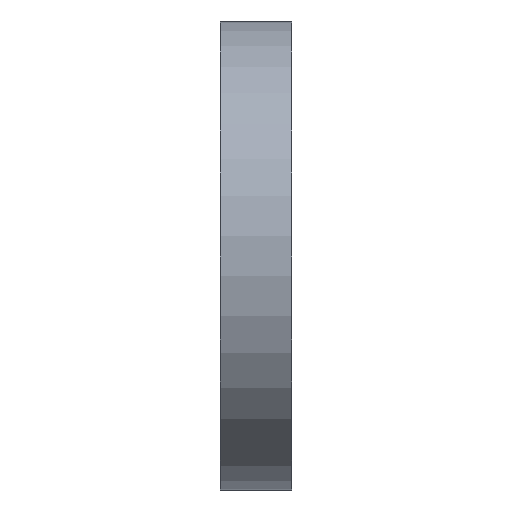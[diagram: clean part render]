
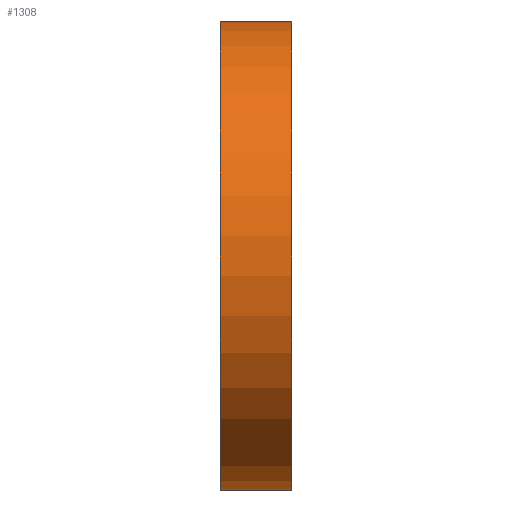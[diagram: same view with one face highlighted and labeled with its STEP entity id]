
A CAD part, front view. The second image highlights one B-rep face of the part: STEP entity #1308.
In plain terms, the highlighted cylindrical face has radius 14.841 mm (diameter 29.682 mm), a partial arc.
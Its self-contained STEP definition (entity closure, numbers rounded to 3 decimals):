
#44 = CYLINDRICAL_SURFACE('',#45,18.);
#45 = AXIS2_PLACEMENT_3D('',#46,#47,#48);
#46 = CARTESIAN_POINT('',(0.,87.183,27.981));
#47 = DIRECTION('',(-1.,-0.,-0.));
#48 = DIRECTION('',(0.,1.,0.));
#72 = PLANE('',#73);
#73 = AXIS2_PLACEMENT_3D('',#74,#75,#76);
#74 = CARTESIAN_POINT('',(4.5,88.,10.));
#75 = DIRECTION('',(-1.,0.,0.));
#76 = DIRECTION('',(0.,-1.,0.));
#126 = PLANE('',#127);
#127 = AXIS2_PLACEMENT_3D('',#128,#129,#130);
#128 = CARTESIAN_POINT('',(0.,88.,10.));
#129 = DIRECTION('',(-1.,0.,0.));
#130 = DIRECTION('',(0.,-1.,0.));
#141 = EDGE_CURVE('',#142,#144,#146,.T.);
#142 = VERTEX_POINT('',#143);
#143 = CARTESIAN_POINT('',(0.,78.,12.5));
#144 = VERTEX_POINT('',#145);
#145 = CARTESIAN_POINT('',(4.5,78.,12.5));
#146 = SURFACE_CURVE('',#147,(#151,#158),.PCURVE_S1.);
#147 = LINE('',#148,#149);
#148 = CARTESIAN_POINT('',(0.,78.,12.5));
#149 = VECTOR('',#150,1.);
#150 = DIRECTION('',(1.,0.,0.));
#151 = PCURVE('',#44,#152);
#152 = DEFINITIONAL_REPRESENTATION('',(#153),#157);
#153 = LINE('',#154,#155);
#154 = CARTESIAN_POINT('',(-4.177,0.));
#155 = VECTOR('',#156,1.);
#156 = DIRECTION('',(-0.,-1.));
#157 = ( GEOMETRIC_REPRESENTATION_CONTEXT(2) 
PARAMETRIC_REPRESENTATION_CONTEXT() REPRESENTATION_CONTEXT('2D SPACE',''
  ) );
#158 = PCURVE('',#159,#164);
#159 = CYLINDRICAL_SURFACE('',#160,14.841);
#160 = AXIS2_PLACEMENT_3D('',#161,#162,#163);
#161 = CARTESIAN_POINT('',(0.,70.,0.));
#162 = DIRECTION('',(-1.,-0.,-0.));
#163 = DIRECTION('',(0.,1.,0.));
#164 = DEFINITIONAL_REPRESENTATION('',(#165),#169);
#165 = LINE('',#166,#167);
#166 = CARTESIAN_POINT('',(-1.001,0.));
#167 = VECTOR('',#168,1.);
#168 = DIRECTION('',(-0.,-1.));
#169 = ( GEOMETRIC_REPRESENTATION_CONTEXT(2) 
PARAMETRIC_REPRESENTATION_CONTEXT() REPRESENTATION_CONTEXT('2D SPACE',''
  ) );
#405 = VERTEX_POINT('',#406);
#406 = CARTESIAN_POINT('',(0.,78.,-12.5));
#425 = CYLINDRICAL_SURFACE('',#426,18.);
#426 = AXIS2_PLACEMENT_3D('',#427,#428,#429);
#427 = CARTESIAN_POINT('',(0.,87.183,-27.981));
#428 = DIRECTION('',(-1.,-0.,-0.));
#429 = DIRECTION('',(0.,1.,0.));
#437 = EDGE_CURVE('',#142,#405,#438,.T.);
#438 = SURFACE_CURVE('',#439,(#444,#455),.PCURVE_S1.);
#439 = CIRCLE('',#440,14.841);
#440 = AXIS2_PLACEMENT_3D('',#441,#442,#443);
#441 = CARTESIAN_POINT('',(0.,70.,0.));
#442 = DIRECTION('',(1.,0.,0.));
#443 = DIRECTION('',(0.,1.,0.));
#444 = PCURVE('',#126,#445);
#445 = DEFINITIONAL_REPRESENTATION('',(#446),#454);
#446 = ( BOUNDED_CURVE() B_SPLINE_CURVE(2,(#447,#448,#449,#450,#451,#452
,#453),.UNSPECIFIED.,.T.,.F.) B_SPLINE_CURVE_WITH_KNOTS((1,2,2,2,2,1),(
    -2.094,0.,2.094,4.189,6.283,
8.378),.UNSPECIFIED.) CURVE() GEOMETRIC_REPRESENTATION_ITEM() 
RATIONAL_B_SPLINE_CURVE((1.,0.5,1.,0.5,1.,0.5,1.)) REPRESENTATION_ITEM(
  '') );
#447 = CARTESIAN_POINT('',(3.159,-10.));
#448 = CARTESIAN_POINT('',(3.159,15.705));
#449 = CARTESIAN_POINT('',(25.42,2.853));
#450 = CARTESIAN_POINT('',(47.682,-10.));
#451 = CARTESIAN_POINT('',(25.42,-22.853));
#452 = CARTESIAN_POINT('',(3.159,-35.705));
#453 = CARTESIAN_POINT('',(3.159,-10.));
#454 = ( GEOMETRIC_REPRESENTATION_CONTEXT(2) 
PARAMETRIC_REPRESENTATION_CONTEXT() REPRESENTATION_CONTEXT('2D SPACE',''
  ) );
#455 = PCURVE('',#159,#456);
#456 = DEFINITIONAL_REPRESENTATION('',(#457),#461);
#457 = LINE('',#458,#459);
#458 = CARTESIAN_POINT('',(-0.,0.));
#459 = VECTOR('',#460,1.);
#460 = DIRECTION('',(-1.,0.));
#461 = ( GEOMETRIC_REPRESENTATION_CONTEXT(2) 
PARAMETRIC_REPRESENTATION_CONTEXT() REPRESENTATION_CONTEXT('2D SPACE',''
  ) );
#922 = VERTEX_POINT('',#923);
#923 = CARTESIAN_POINT('',(4.5,78.,-12.5));
#949 = EDGE_CURVE('',#144,#922,#950,.T.);
#950 = SURFACE_CURVE('',#951,(#956,#967),.PCURVE_S1.);
#951 = CIRCLE('',#952,14.841);
#952 = AXIS2_PLACEMENT_3D('',#953,#954,#955);
#953 = CARTESIAN_POINT('',(4.5,70.,0.));
#954 = DIRECTION('',(1.,0.,0.));
#955 = DIRECTION('',(0.,1.,0.));
#956 = PCURVE('',#72,#957);
#957 = DEFINITIONAL_REPRESENTATION('',(#958),#966);
#958 = ( BOUNDED_CURVE() B_SPLINE_CURVE(2,(#959,#960,#961,#962,#963,#964
,#965),.UNSPECIFIED.,.T.,.F.) B_SPLINE_CURVE_WITH_KNOTS((1,2,2,2,2,1),(
    -2.094,0.,2.094,4.189,6.283,
8.378),.UNSPECIFIED.) CURVE() GEOMETRIC_REPRESENTATION_ITEM() 
RATIONAL_B_SPLINE_CURVE((1.,0.5,1.,0.5,1.,0.5,1.)) REPRESENTATION_ITEM(
  '') );
#959 = CARTESIAN_POINT('',(3.159,-10.));
#960 = CARTESIAN_POINT('',(3.159,15.705));
#961 = CARTESIAN_POINT('',(25.42,2.853));
#962 = CARTESIAN_POINT('',(47.682,-10.));
#963 = CARTESIAN_POINT('',(25.42,-22.853));
#964 = CARTESIAN_POINT('',(3.159,-35.705));
#965 = CARTESIAN_POINT('',(3.159,-10.));
#966 = ( GEOMETRIC_REPRESENTATION_CONTEXT(2) 
PARAMETRIC_REPRESENTATION_CONTEXT() REPRESENTATION_CONTEXT('2D SPACE',''
  ) );
#967 = PCURVE('',#159,#968);
#968 = DEFINITIONAL_REPRESENTATION('',(#969),#973);
#969 = LINE('',#970,#971);
#970 = CARTESIAN_POINT('',(-0.,-4.5));
#971 = VECTOR('',#972,1.);
#972 = DIRECTION('',(-1.,0.));
#973 = ( GEOMETRIC_REPRESENTATION_CONTEXT(2) 
PARAMETRIC_REPRESENTATION_CONTEXT() REPRESENTATION_CONTEXT('2D SPACE',''
  ) );
#1308 = ADVANCED_FACE('',(#1309),#159,.T.);
#1309 = FACE_BOUND('',#1310,.F.);
#1310 = EDGE_LOOP('',(#1311,#1312,#1313,#1334));
#1311 = ORIENTED_EDGE('',*,*,#141,.T.);
#1312 = ORIENTED_EDGE('',*,*,#949,.T.);
#1313 = ORIENTED_EDGE('',*,*,#1314,.F.);
#1314 = EDGE_CURVE('',#405,#922,#1315,.T.);
#1315 = SURFACE_CURVE('',#1316,(#1320,#1327),.PCURVE_S1.);
#1316 = LINE('',#1317,#1318);
#1317 = CARTESIAN_POINT('',(0.,78.,-12.5));
#1318 = VECTOR('',#1319,1.);
#1319 = DIRECTION('',(1.,0.,0.));
#1320 = PCURVE('',#159,#1321);
#1321 = DEFINITIONAL_REPRESENTATION('',(#1322),#1326);
#1322 = LINE('',#1323,#1324);
#1323 = CARTESIAN_POINT('',(-5.282,0.));
#1324 = VECTOR('',#1325,1.);
#1325 = DIRECTION('',(-0.,-1.));
#1326 = ( GEOMETRIC_REPRESENTATION_CONTEXT(2) 
PARAMETRIC_REPRESENTATION_CONTEXT() REPRESENTATION_CONTEXT('2D SPACE',''
  ) );
#1327 = PCURVE('',#425,#1328);
#1328 = DEFINITIONAL_REPRESENTATION('',(#1329),#1333);
#1329 = LINE('',#1330,#1331);
#1330 = CARTESIAN_POINT('',(-2.106,0.));
#1331 = VECTOR('',#1332,1.);
#1332 = DIRECTION('',(-0.,-1.));
#1333 = ( GEOMETRIC_REPRESENTATION_CONTEXT(2) 
PARAMETRIC_REPRESENTATION_CONTEXT() REPRESENTATION_CONTEXT('2D SPACE',''
  ) );
#1334 = ORIENTED_EDGE('',*,*,#437,.F.);
